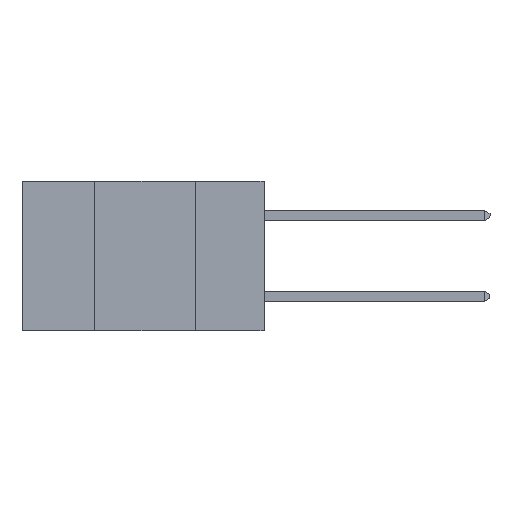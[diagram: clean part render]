
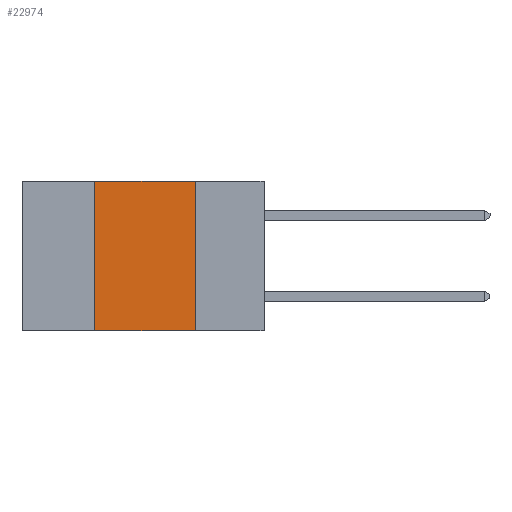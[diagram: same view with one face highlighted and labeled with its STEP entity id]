
A CAD part, left-side view. The second image highlights one B-rep face of the part: STEP entity #22974.
In plain terms, the highlighted planar face has unit normal (-1, 0, 0).
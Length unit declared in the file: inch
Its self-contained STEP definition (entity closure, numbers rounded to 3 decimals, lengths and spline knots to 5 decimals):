
#79 = DIRECTION ( 'NONE',  ( 0., -1., 0. ) ) ;
#1020 = ORIENTED_EDGE ( 'NONE', *, *, #23815, .F. ) ;
#1683 = CARTESIAN_POINT ( 'NONE',  ( 0., 0.42, 0. ) ) ;
#2295 = LINE ( 'NONE', #11479, #17352 ) ;
#2677 = CARTESIAN_POINT ( 'NONE',  ( 0., 0.42, 0. ) ) ;
#2909 = ORIENTED_EDGE ( 'NONE', *, *, #10931, .F. ) ;
#3401 = VERTEX_POINT ( 'NONE', #13557 ) ;
#3604 = DIRECTION ( 'NONE',  ( 0., 0., 1. ) ) ;
#4710 = DIRECTION ( 'NONE',  ( 0., 0., -1. ) ) ;
#4904 = CARTESIAN_POINT ( 'NONE',  ( 0., 0.6, 0. ) ) ;
#5182 = ORIENTED_EDGE ( 'NONE', *, *, #21388, .F. ) ;
#5256 = CARTESIAN_POINT ( 'NONE',  ( 0., 0.17, 0. ) ) ;
#6727 = VECTOR ( 'NONE', #3604, 39.37008 ) ;
#6846 = DIRECTION ( 'NONE',  ( 0., -1., 0. ) ) ;
#7331 = FACE_OUTER_BOUND ( 'NONE', #18444, .T. ) ;
#7657 = EDGE_CURVE ( 'NONE', #17035, #3401, #2295, .T. ) ;
#8018 = VERTEX_POINT ( 'NONE', #14619 ) ;
#8243 = ORIENTED_EDGE ( 'NONE', *, *, #7657, .T. ) ;
#9091 = DIRECTION ( 'NONE',  ( 0., 0., -1. ) ) ;
#9249 = CARTESIAN_POINT ( 'NONE',  ( 0., 0.42, -0.37 ) ) ;
#10931 = EDGE_CURVE ( 'NONE', #21736, #8018, #20334, .T. ) ;
#11479 = CARTESIAN_POINT ( 'NONE',  ( 0., 0.6, -0.37 ) ) ;
#12303 = AXIS2_PLACEMENT_3D ( 'NONE', #21481, #16021, #4710 ) ;
#12878 = VECTOR ( 'NONE', #9091, 39.37008 ) ;
#13557 = CARTESIAN_POINT ( 'NONE',  ( 0., 0.17, -0.37 ) ) ;
#14108 = PLANE ( 'NONE',  #12303 ) ;
#14619 = CARTESIAN_POINT ( 'NONE',  ( 0., 0.17, 0. ) ) ;
#15428 = VECTOR ( 'NONE', #6846, 39.37008 ) ;
#16021 = DIRECTION ( 'NONE',  ( 1., 0., 0. ) ) ;
#16126 = LINE ( 'NONE', #1683, #6727 ) ;
#17035 = VERTEX_POINT ( 'NONE', #9249 ) ;
#17267 = LINE ( 'NONE', #5256, #12878 ) ;
#17352 = VECTOR ( 'NONE', #79, 39.37008 ) ;
#18444 = EDGE_LOOP ( 'NONE', ( #1020, #2909, #5182, #8243 ) ) ;
#20334 = LINE ( 'NONE', #4904, #15428 ) ;
#21388 = EDGE_CURVE ( 'NONE', #17035, #21736, #16126, .T. ) ;
#21481 = CARTESIAN_POINT ( 'NONE',  ( 0., 0.6, 0. ) ) ;
#21736 = VERTEX_POINT ( 'NONE', #2677 ) ;
#22974 = ADVANCED_FACE ( 'NONE', ( #7331 ), #14108, .F. ) ;
#23815 = EDGE_CURVE ( 'NONE', #8018, #3401, #17267, .T. ) ;
